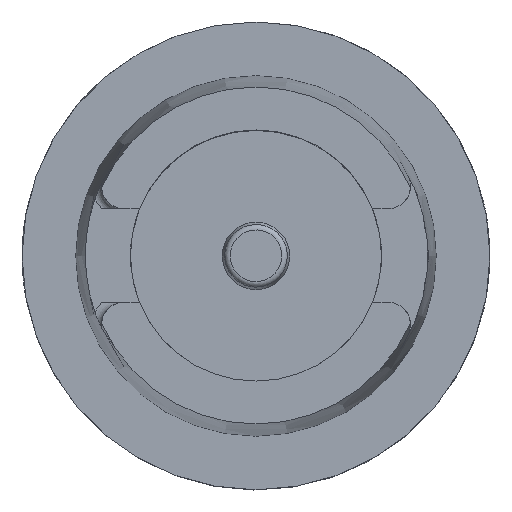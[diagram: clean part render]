
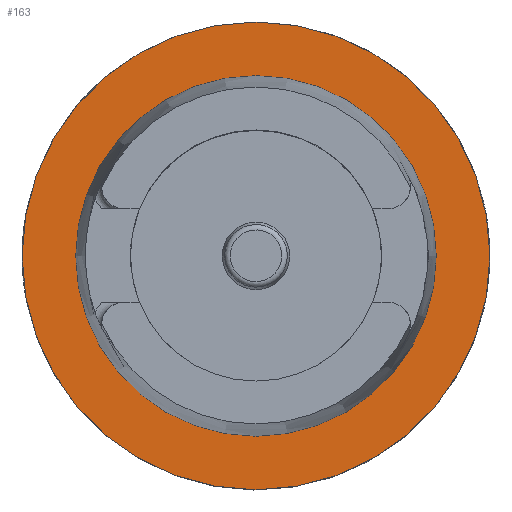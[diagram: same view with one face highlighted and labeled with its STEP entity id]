
A CAD part, top view. The second image highlights one B-rep face of the part: STEP entity #163.
In plain terms, the highlighted planar face has unit normal (0, 0, 1).
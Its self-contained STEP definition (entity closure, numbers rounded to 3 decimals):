
#41=FACE_BOUND('',#317,.T.);
#42=FACE_BOUND('',#318,.T.);
#163=ADVANCED_FACE('',(#41,#42),#213,.F.);
#213=PLANE('',#1276);
#317=EDGE_LOOP('',(#631));
#318=EDGE_LOOP('',(#632));
#393=CIRCLE('',#1273,62.46);
#394=CIRCLE('',#1275,48.134);
#631=ORIENTED_EDGE('',*,*,#974,.F.);
#632=ORIENTED_EDGE('',*,*,#973,.F.);
#824=VERTEX_POINT('',#1955);
#825=VERTEX_POINT('',#1958);
#973=EDGE_CURVE('',#824,#824,#393,.T.);
#974=EDGE_CURVE('',#825,#825,#394,.T.);
#1273=AXIS2_PLACEMENT_3D('',#1954,#1532,#1533);
#1275=AXIS2_PLACEMENT_3D('',#1957,#1536,#1537);
#1276=AXIS2_PLACEMENT_3D('',#1959,#1538,#1539);
#1532=DIRECTION('',(0.,0.,-1.));
#1533=DIRECTION('',(-1.,0.,0.));
#1536=DIRECTION('',(0.,0.,1.));
#1537=DIRECTION('',(-1.,0.,0.));
#1538=DIRECTION('',(0.,0.,-1.));
#1539=DIRECTION('',(-1.,0.,0.));
#1954=CARTESIAN_POINT('',(0.,0.,0.));
#1955=CARTESIAN_POINT('',(-62.46,0.,0.));
#1957=CARTESIAN_POINT('',(0.,0.,0.));
#1958=CARTESIAN_POINT('',(-48.134,0.,0.));
#1959=CARTESIAN_POINT('',(0.,-50.83,0.));
